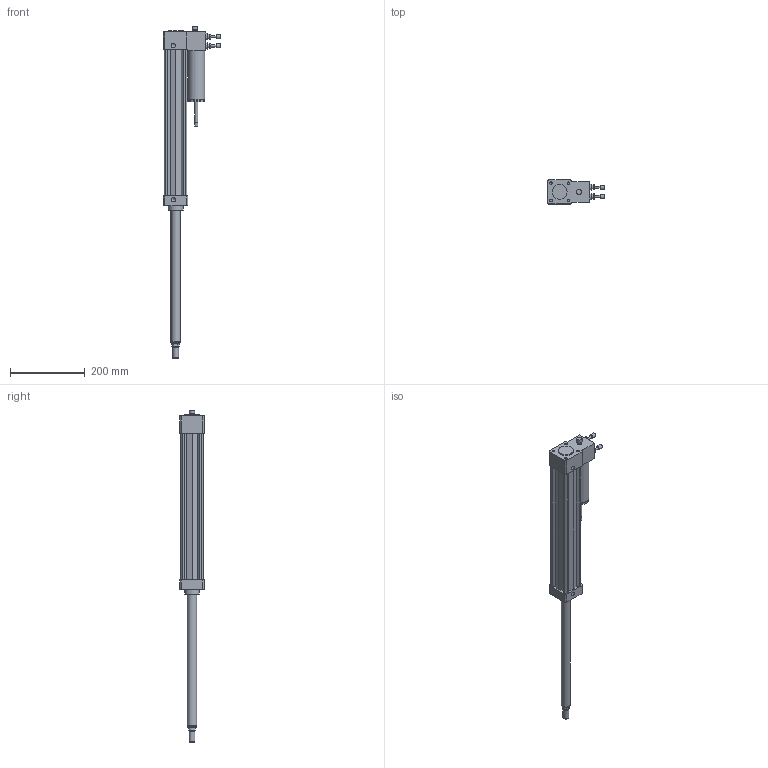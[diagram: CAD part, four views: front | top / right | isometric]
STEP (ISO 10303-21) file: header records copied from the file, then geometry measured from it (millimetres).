
FILE_DESCRIPTION((''),'2;1');
FILE_NAME('14500350D.0.0.stp','2008-04-23T17:14:31',('airolcr1'),(''),'Autodesk Inventor 2008','Autodesk Inventor 2008','');
FILE_SCHEMA(('AUTOMOTIVE_DESIGN { 1 0 10303 214 1 1 1 1 }'));
Length unit declared in the file: millimetre
Products named in the file (5): 14500350D.0.0; STELO Ø50 C 350; REGOLATORE DR IN; REGOLATORE DR OUT
Assembly tree (4 placements, depth 2):
  14500350D.0.0
    14500350D.0.0
    STELO Ø50 C 350
    REGOLATORE DR IN
    REGOLATORE DR OUT
Bounding box: 153 x 65 x 891 mm (x, y, z)
Volume: 2069037 mm3; surface area: 205306.6 mm2
Topology: 4 solids, 4 shells, 187 faces, 435 edges, 286 vertices
Faces by surface type: plane 98, cylinder 55, bspline 27, cone 7
Full cylindrical faces by diameter (mm): 2 x2, 6 x2, 8 x2, 11 x2, 12 x2, 13 x1, 14 x1, 14.5 x1, 16 x1, 20 x1, 24.8 x1, 25 x2, 40 x2, 41 x1, 45 x2
Entity records: 5456 total; most frequent: CARTESIAN_POINT 1176, DIRECTION 856, ORIENTED_EDGE 754, EDGE_CURVE 377, AXIS2_PLACEMENT_3D 310, VERTEX_POINT 275, EDGE_LOOP 264, VECTOR 236
